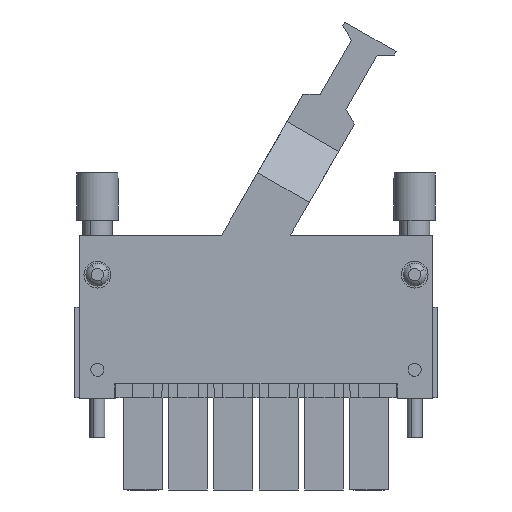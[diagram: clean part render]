
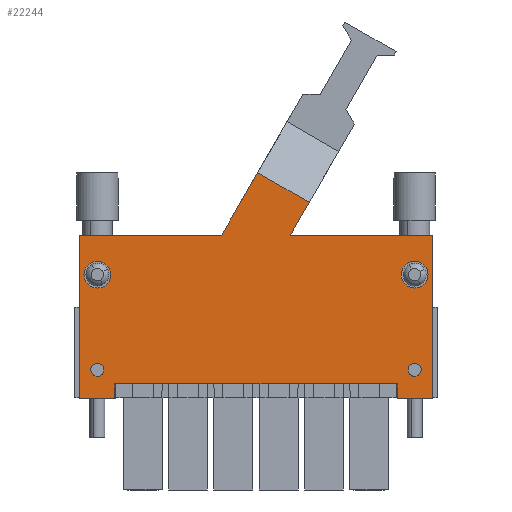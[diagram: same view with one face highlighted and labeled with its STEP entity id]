
A CAD part, front view. The second image highlights one B-rep face of the part: STEP entity #22244.
In plain terms, the highlighted planar face has unit normal (0, -1, 0).
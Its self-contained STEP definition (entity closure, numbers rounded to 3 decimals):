
#22072=AXIS2_PLACEMENT_3D('Plane Axis2P3D',#22069,#22070,#22071) ;
#22174=AXIS2_PLACEMENT_3D('Circle Axis2P3D',#22172,#22173,$) ;
#22183=AXIS2_PLACEMENT_3D('Circle Axis2P3D',#22181,#22182,$) ;
#22192=AXIS2_PLACEMENT_3D('Circle Axis2P3D',#22190,#22191,$) ;
#22201=AXIS2_PLACEMENT_3D('Circle Axis2P3D',#22199,#22200,$) ;
#22210=AXIS2_PLACEMENT_3D('Circle Axis2P3D',#22208,#22209,$) ;
#22219=AXIS2_PLACEMENT_3D('Circle Axis2P3D',#22217,#22218,$) ;
#22228=AXIS2_PLACEMENT_3D('Circle Axis2P3D',#22226,#22227,$) ;
#22237=AXIS2_PLACEMENT_3D('Circle Axis2P3D',#22235,#22236,$) ;
#22069=CARTESIAN_POINT('Axis2P3D Location',(0.,1.6,0.)) ;
#22074=CARTESIAN_POINT('Line Origine',(57.189,1.6,15.35)) ;
#22078=CARTESIAN_POINT('Vertex',(54.199,1.6,15.35)) ;
#22080=CARTESIAN_POINT('Vertex',(60.179,1.6,15.35)) ;
#22083=CARTESIAN_POINT('Line Origine',(60.179,1.6,29.1)) ;
#22087=CARTESIAN_POINT('Vertex',(60.179,1.6,42.85)) ;
#22090=CARTESIAN_POINT('Line Origine',(48.216,1.6,42.85)) ;
#22094=CARTESIAN_POINT('Vertex',(36.253,1.6,42.85)) ;
#22097=CARTESIAN_POINT('Line Origine',(37.84,1.6,45.599)) ;
#22101=CARTESIAN_POINT('Vertex',(39.427,1.6,48.347)) ;
#22104=CARTESIAN_POINT('Line Origine',(35.097,1.6,50.847)) ;
#22108=CARTESIAN_POINT('Vertex',(30.767,1.6,53.347)) ;
#22111=CARTESIAN_POINT('Line Origine',(27.736,1.6,48.099)) ;
#22115=CARTESIAN_POINT('Vertex',(24.706,1.6,42.85)) ;
#22118=CARTESIAN_POINT('Line Origine',(12.743,1.6,42.85)) ;
#22122=CARTESIAN_POINT('Vertex',(0.78,1.6,42.85)) ;
#22125=CARTESIAN_POINT('Line Origine',(0.78,1.6,29.1)) ;
#22129=CARTESIAN_POINT('Vertex',(0.78,1.6,15.35)) ;
#22132=CARTESIAN_POINT('Line Origine',(3.77,1.6,15.35)) ;
#22136=CARTESIAN_POINT('Vertex',(6.76,1.6,15.35)) ;
#22139=CARTESIAN_POINT('Line Origine',(6.76,1.6,16.6)) ;
#22143=CARTESIAN_POINT('Vertex',(6.76,1.6,17.85)) ;
#22146=CARTESIAN_POINT('Line Origine',(30.48,1.6,17.85)) ;
#22150=CARTESIAN_POINT('Vertex',(54.199,1.6,17.85)) ;
#22153=CARTESIAN_POINT('Line Origine',(54.199,1.6,16.6)) ;
#22172=CARTESIAN_POINT('Axis2P3D Location',(3.81,1.6,20.2)) ;
#22176=CARTESIAN_POINT('Vertex',(4.775,1.6,20.727)) ;
#22178=CARTESIAN_POINT('Vertex',(2.845,1.6,19.673)) ;
#22181=CARTESIAN_POINT('Axis2P3D Location',(3.81,1.6,20.2)) ;
#22190=CARTESIAN_POINT('Axis2P3D Location',(3.81,1.6,36.6)) ;
#22194=CARTESIAN_POINT('Vertex',(2.406,1.6,35.833)) ;
#22196=CARTESIAN_POINT('Vertex',(5.214,1.6,37.367)) ;
#22199=CARTESIAN_POINT('Axis2P3D Location',(3.81,1.6,36.6)) ;
#22208=CARTESIAN_POINT('Axis2P3D Location',(57.15,1.6,36.6)) ;
#22212=CARTESIAN_POINT('Vertex',(55.746,1.6,37.367)) ;
#22214=CARTESIAN_POINT('Vertex',(58.554,1.6,35.833)) ;
#22217=CARTESIAN_POINT('Axis2P3D Location',(57.15,1.6,36.6)) ;
#22226=CARTESIAN_POINT('Axis2P3D Location',(57.15,1.6,20.2)) ;
#22230=CARTESIAN_POINT('Vertex',(58.115,1.6,19.673)) ;
#22232=CARTESIAN_POINT('Vertex',(56.185,1.6,20.727)) ;
#22235=CARTESIAN_POINT('Axis2P3D Location',(57.15,1.6,20.2)) ;
#22070=DIRECTION('Axis2P3D Direction',(0.,-1.,0.)) ;
#22071=DIRECTION('Axis2P3D XDirection',(1.,0.,0.)) ;
#22075=DIRECTION('Vector Direction',(1.,0.,0.)) ;
#22084=DIRECTION('Vector Direction',(0.,0.,-1.)) ;
#22091=DIRECTION('Vector Direction',(-1.,0.,0.)) ;
#22098=DIRECTION('Vector Direction',(0.5,0.,0.866)) ;
#22105=DIRECTION('Vector Direction',(0.866,0.,-0.5)) ;
#22112=DIRECTION('Vector Direction',(-0.5,0.,-0.866)) ;
#22119=DIRECTION('Vector Direction',(1.,0.,0.)) ;
#22126=DIRECTION('Vector Direction',(0.,0.,-1.)) ;
#22133=DIRECTION('Vector Direction',(-1.,0.,0.)) ;
#22140=DIRECTION('Vector Direction',(0.,0.,1.)) ;
#22147=DIRECTION('Vector Direction',(-1.,0.,0.)) ;
#22154=DIRECTION('Vector Direction',(0.,0.,-1.)) ;
#22173=DIRECTION('Axis2P3D Direction',(0.,-1.,0.)) ;
#22182=DIRECTION('Axis2P3D Direction',(0.,-1.,0.)) ;
#22191=DIRECTION('Axis2P3D Direction',(0.,-1.,0.)) ;
#22200=DIRECTION('Axis2P3D Direction',(0.,-1.,0.)) ;
#22209=DIRECTION('Axis2P3D Direction',(0.,-1.,0.)) ;
#22218=DIRECTION('Axis2P3D Direction',(0.,-1.,0.)) ;
#22227=DIRECTION('Axis2P3D Direction',(0.,-1.,0.)) ;
#22236=DIRECTION('Axis2P3D Direction',(0.,-1.,0.)) ;
#22076=VECTOR('Line Direction',#22075,1.) ;
#22085=VECTOR('Line Direction',#22084,1.) ;
#22092=VECTOR('Line Direction',#22091,1.) ;
#22099=VECTOR('Line Direction',#22098,1.) ;
#22106=VECTOR('Line Direction',#22105,1.) ;
#22113=VECTOR('Line Direction',#22112,1.) ;
#22120=VECTOR('Line Direction',#22119,1.) ;
#22127=VECTOR('Line Direction',#22126,1.) ;
#22134=VECTOR('Line Direction',#22133,1.) ;
#22141=VECTOR('Line Direction',#22140,1.) ;
#22148=VECTOR('Line Direction',#22147,1.) ;
#22155=VECTOR('Line Direction',#22154,1.) ;
#22159=ORIENTED_EDGE('',*,*,#22082,.T.) ;
#22160=ORIENTED_EDGE('',*,*,#22089,.T.) ;
#22161=ORIENTED_EDGE('',*,*,#22096,.T.) ;
#22162=ORIENTED_EDGE('',*,*,#22103,.T.) ;
#22163=ORIENTED_EDGE('',*,*,#22110,.F.) ;
#22164=ORIENTED_EDGE('',*,*,#22117,.T.) ;
#22165=ORIENTED_EDGE('',*,*,#22124,.T.) ;
#22166=ORIENTED_EDGE('',*,*,#22131,.T.) ;
#22167=ORIENTED_EDGE('',*,*,#22138,.T.) ;
#22168=ORIENTED_EDGE('',*,*,#22145,.T.) ;
#22169=ORIENTED_EDGE('',*,*,#22152,.T.) ;
#22170=ORIENTED_EDGE('',*,*,#22157,.T.) ;
#22187=ORIENTED_EDGE('',*,*,#22180,.F.) ;
#22188=ORIENTED_EDGE('',*,*,#22185,.F.) ;
#22205=ORIENTED_EDGE('',*,*,#22198,.F.) ;
#22206=ORIENTED_EDGE('',*,*,#22203,.F.) ;
#22223=ORIENTED_EDGE('',*,*,#22216,.F.) ;
#22224=ORIENTED_EDGE('',*,*,#22221,.F.) ;
#22241=ORIENTED_EDGE('',*,*,#22234,.F.) ;
#22242=ORIENTED_EDGE('',*,*,#22239,.F.) ;
#22189=FACE_BOUND('',#22186,.T.) ;
#22207=FACE_BOUND('',#22204,.T.) ;
#22225=FACE_BOUND('',#22222,.T.) ;
#22243=FACE_BOUND('',#22240,.T.) ;
#22244=ADVANCED_FACE('42957_SIBL BVZ(F)7.62HP-04_150 GB',(#22171,#22189,#22207,#22225,#22243),#22073,.T.) ;
#22175=CIRCLE('generated circle',#22174,1.1) ;
#22184=CIRCLE('generated circle',#22183,1.1) ;
#22193=CIRCLE('generated circle',#22192,1.6) ;
#22202=CIRCLE('generated circle',#22201,1.6) ;
#22211=CIRCLE('generated circle',#22210,1.6) ;
#22220=CIRCLE('generated circle',#22219,1.6) ;
#22229=CIRCLE('generated circle',#22228,1.1) ;
#22238=CIRCLE('generated circle',#22237,1.1) ;
#22082=EDGE_CURVE('',#22079,#22081,#22077,.T.) ;
#22089=EDGE_CURVE('',#22081,#22088,#22086,.F.) ;
#22096=EDGE_CURVE('',#22088,#22095,#22093,.T.) ;
#22103=EDGE_CURVE('',#22095,#22102,#22100,.T.) ;
#22110=EDGE_CURVE('',#22109,#22102,#22107,.T.) ;
#22117=EDGE_CURVE('',#22109,#22116,#22114,.T.) ;
#22124=EDGE_CURVE('',#22116,#22123,#22121,.F.) ;
#22131=EDGE_CURVE('',#22123,#22130,#22128,.T.) ;
#22138=EDGE_CURVE('',#22130,#22137,#22135,.F.) ;
#22145=EDGE_CURVE('',#22137,#22144,#22142,.T.) ;
#22152=EDGE_CURVE('',#22144,#22151,#22149,.F.) ;
#22157=EDGE_CURVE('',#22151,#22079,#22156,.T.) ;
#22180=EDGE_CURVE('',#22177,#22179,#22175,.T.) ;
#22185=EDGE_CURVE('',#22179,#22177,#22184,.T.) ;
#22198=EDGE_CURVE('',#22195,#22197,#22193,.T.) ;
#22203=EDGE_CURVE('',#22197,#22195,#22202,.T.) ;
#22216=EDGE_CURVE('',#22213,#22215,#22211,.T.) ;
#22221=EDGE_CURVE('',#22215,#22213,#22220,.T.) ;
#22234=EDGE_CURVE('',#22231,#22233,#22229,.T.) ;
#22239=EDGE_CURVE('',#22233,#22231,#22238,.T.) ;
#22158=EDGE_LOOP('',(#22159,#22160,#22161,#22162,#22163,#22164,#22165,#22166,#22167,#22168,#22169,#22170)) ;
#22186=EDGE_LOOP('',(#22187,#22188)) ;
#22204=EDGE_LOOP('',(#22205,#22206)) ;
#22222=EDGE_LOOP('',(#22223,#22224)) ;
#22240=EDGE_LOOP('',(#22241,#22242)) ;
#22171=FACE_OUTER_BOUND('',#22158,.T.) ;
#22077=LINE('Line',#22074,#22076) ;
#22086=LINE('Line',#22083,#22085) ;
#22093=LINE('Line',#22090,#22092) ;
#22100=LINE('Line',#22097,#22099) ;
#22107=LINE('Line',#22104,#22106) ;
#22114=LINE('Line',#22111,#22113) ;
#22121=LINE('Line',#22118,#22120) ;
#22128=LINE('Line',#22125,#22127) ;
#22135=LINE('Line',#22132,#22134) ;
#22142=LINE('Line',#22139,#22141) ;
#22149=LINE('Line',#22146,#22148) ;
#22156=LINE('Line',#22153,#22155) ;
#22073=PLANE('',#22072) ;
#22079=VERTEX_POINT('',#22078) ;
#22081=VERTEX_POINT('',#22080) ;
#22088=VERTEX_POINT('',#22087) ;
#22095=VERTEX_POINT('',#22094) ;
#22102=VERTEX_POINT('',#22101) ;
#22109=VERTEX_POINT('',#22108) ;
#22116=VERTEX_POINT('',#22115) ;
#22123=VERTEX_POINT('',#22122) ;
#22130=VERTEX_POINT('',#22129) ;
#22137=VERTEX_POINT('',#22136) ;
#22144=VERTEX_POINT('',#22143) ;
#22151=VERTEX_POINT('',#22150) ;
#22177=VERTEX_POINT('',#22176) ;
#22179=VERTEX_POINT('',#22178) ;
#22195=VERTEX_POINT('',#22194) ;
#22197=VERTEX_POINT('',#22196) ;
#22213=VERTEX_POINT('',#22212) ;
#22215=VERTEX_POINT('',#22214) ;
#22231=VERTEX_POINT('',#22230) ;
#22233=VERTEX_POINT('',#22232) ;
